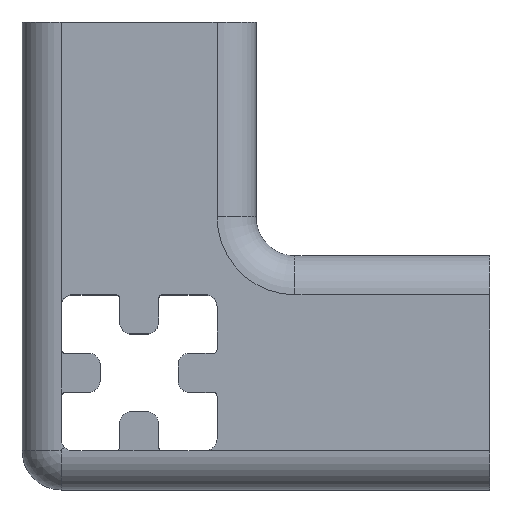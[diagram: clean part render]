
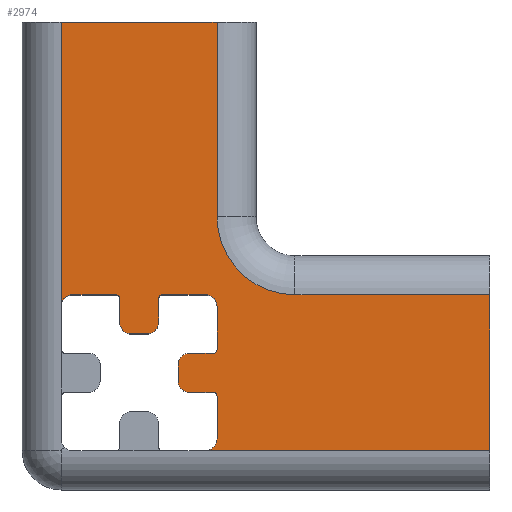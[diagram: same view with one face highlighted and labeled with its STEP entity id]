
A CAD part, top view. The second image highlights one B-rep face of the part: STEP entity #2974.
In plain terms, the highlighted planar face has unit normal (0, 0, 1).
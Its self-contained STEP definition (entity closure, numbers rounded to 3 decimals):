
#99=PLANE('',#3284);
#247=FACE_OUTER_BOUND('',#397,.T.);
#397=EDGE_LOOP('',(#2580,#2581,#2582,#2583,#2584,#2585,#2586,#2587,#2588,
#2589,#2590,#2591,#2592,#2593,#2594,#2595,#2596,#2597,#2598,#2599,#2600,
#2601,#2602,#2603,#2604,#2605,#2606,#2607));
#452=LINE('',#4312,#724);
#457=LINE('',#4327,#729);
#462=LINE('',#4342,#734);
#467=LINE('',#4357,#739);
#536=LINE('',#4565,#808);
#539=LINE('',#4574,#811);
#560=LINE('',#4678,#832);
#563=LINE('',#4685,#835);
#579=LINE('',#4742,#851);
#584=LINE('',#4752,#856);
#590=LINE('',#4767,#862);
#612=LINE('',#4839,#884);
#616=LINE('',#4851,#888);
#625=LINE('',#4870,#897);
#626=LINE('',#4874,#898);
#632=LINE('',#4889,#904);
#724=VECTOR('',#3439,10.);
#729=VECTOR('',#3452,10.);
#734=VECTOR('',#3465,10.);
#739=VECTOR('',#3478,10.);
#808=VECTOR('',#3669,10.);
#811=VECTOR('',#3680,10.);
#832=VECTOR('',#3771,10.);
#835=VECTOR('',#3778,10.);
#851=VECTOR('',#3836,10.);
#856=VECTOR('',#3847,10.);
#862=VECTOR('',#3867,10.);
#884=VECTOR('',#3935,10.);
#888=VECTOR('',#3949,10.);
#897=VECTOR('',#3976,10.);
#898=VECTOR('',#3983,10.);
#904=VECTOR('',#3999,10.);
#970=CIRCLE('',#3041,0.5);
#972=CIRCLE('',#3045,0.5);
#974=CIRCLE('',#3049,0.5);
#976=CIRCLE('',#3053,0.5);
#1007=CIRCLE('',#3115,1.5);
#1008=CIRCLE('',#3118,1.5);
#1011=CIRCLE('',#3123,1.5);
#1027=CIRCLE('',#3152,10.);
#1062=CIRCLE('',#3210,1.5);
#1063=CIRCLE('',#3213,1.5);
#1064=CIRCLE('',#3215,1.5);
#1065=CIRCLE('',#3218,1.5);
#1146=VERTEX_POINT('',#4302);
#1147=VERTEX_POINT('',#4303);
#1150=VERTEX_POINT('',#4311);
#1152=VERTEX_POINT('',#4317);
#1153=VERTEX_POINT('',#4318);
#1156=VERTEX_POINT('',#4326);
#1158=VERTEX_POINT('',#4332);
#1159=VERTEX_POINT('',#4333);
#1162=VERTEX_POINT('',#4341);
#1164=VERTEX_POINT('',#4347);
#1165=VERTEX_POINT('',#4348);
#1168=VERTEX_POINT('',#4356);
#1174=VERTEX_POINT('',#4371);
#1246=VERTEX_POINT('',#4560);
#1247=VERTEX_POINT('',#4567);
#1250=VERTEX_POINT('',#4578);
#1268=VERTEX_POINT('',#4664);
#1270=VERTEX_POINT('',#4668);
#1272=VERTEX_POINT('',#4676);
#1273=VERTEX_POINT('',#4681);
#1294=VERTEX_POINT('',#4740);
#1295=VERTEX_POINT('',#4747);
#1324=VERTEX_POINT('',#4834);
#1325=VERTEX_POINT('',#4838);
#1326=VERTEX_POINT('',#4842);
#1327=VERTEX_POINT('',#4846);
#1328=VERTEX_POINT('',#4850);
#1329=VERTEX_POINT('',#4854);
#1434=EDGE_CURVE('',#1146,#1147,#970,.T.);
#1438=EDGE_CURVE('',#1150,#1147,#452,.T.);
#1441=EDGE_CURVE('',#1152,#1153,#972,.T.);
#1445=EDGE_CURVE('',#1156,#1153,#457,.T.);
#1448=EDGE_CURVE('',#1158,#1159,#974,.T.);
#1452=EDGE_CURVE('',#1162,#1159,#462,.T.);
#1455=EDGE_CURVE('',#1164,#1165,#976,.T.);
#1459=EDGE_CURVE('',#1168,#1165,#467,.T.);
#1555=EDGE_CURVE('',#1246,#1174,#1007,.F.);
#1558=EDGE_CURVE('',#1164,#1246,#536,.T.);
#1559=EDGE_CURVE('',#1162,#1247,#1008,.T.);
#1563=EDGE_CURVE('',#1152,#1247,#539,.T.);
#1565=EDGE_CURVE('',#1250,#1150,#1011,.F.);
#1603=EDGE_CURVE('',#1270,#1268,#1027,.T.);
#1607=EDGE_CURVE('',#1272,#1270,#560,.T.);
#1611=EDGE_CURVE('',#1268,#1273,#563,.T.);
#1640=EDGE_CURVE('',#1294,#1174,#579,.T.);
#1647=EDGE_CURVE('',#1250,#1295,#584,.T.);
#1656=EDGE_CURVE('',#1294,#1273,#590,.T.);
#1693=EDGE_CURVE('',#1168,#1324,#1062,.T.);
#1695=EDGE_CURVE('',#1325,#1324,#612,.T.);
#1697=EDGE_CURVE('',#1325,#1326,#1063,.T.);
#1699=EDGE_CURVE('',#1156,#1327,#1064,.T.);
#1701=EDGE_CURVE('',#1328,#1327,#616,.T.);
#1703=EDGE_CURVE('',#1328,#1329,#1065,.T.);
#1711=EDGE_CURVE('',#1146,#1329,#625,.T.);
#1712=EDGE_CURVE('',#1158,#1326,#626,.T.);
#1720=EDGE_CURVE('',#1272,#1295,#632,.T.);
#2580=ORIENTED_EDGE('',*,*,#1607,.F.);
#2581=ORIENTED_EDGE('',*,*,#1720,.T.);
#2582=ORIENTED_EDGE('',*,*,#1647,.F.);
#2583=ORIENTED_EDGE('',*,*,#1565,.T.);
#2584=ORIENTED_EDGE('',*,*,#1438,.T.);
#2585=ORIENTED_EDGE('',*,*,#1434,.F.);
#2586=ORIENTED_EDGE('',*,*,#1711,.T.);
#2587=ORIENTED_EDGE('',*,*,#1703,.F.);
#2588=ORIENTED_EDGE('',*,*,#1701,.T.);
#2589=ORIENTED_EDGE('',*,*,#1699,.F.);
#2590=ORIENTED_EDGE('',*,*,#1445,.T.);
#2591=ORIENTED_EDGE('',*,*,#1441,.F.);
#2592=ORIENTED_EDGE('',*,*,#1563,.T.);
#2593=ORIENTED_EDGE('',*,*,#1559,.F.);
#2594=ORIENTED_EDGE('',*,*,#1452,.T.);
#2595=ORIENTED_EDGE('',*,*,#1448,.F.);
#2596=ORIENTED_EDGE('',*,*,#1712,.T.);
#2597=ORIENTED_EDGE('',*,*,#1697,.F.);
#2598=ORIENTED_EDGE('',*,*,#1695,.T.);
#2599=ORIENTED_EDGE('',*,*,#1693,.F.);
#2600=ORIENTED_EDGE('',*,*,#1459,.T.);
#2601=ORIENTED_EDGE('',*,*,#1455,.F.);
#2602=ORIENTED_EDGE('',*,*,#1558,.T.);
#2603=ORIENTED_EDGE('',*,*,#1555,.T.);
#2604=ORIENTED_EDGE('',*,*,#1640,.F.);
#2605=ORIENTED_EDGE('',*,*,#1656,.T.);
#2606=ORIENTED_EDGE('',*,*,#1611,.F.);
#2607=ORIENTED_EDGE('',*,*,#1603,.F.);
#2974=ADVANCED_FACE('',(#247),#99,.T.);
#3041=AXIS2_PLACEMENT_3D('',#4304,#3431,#3432);
#3045=AXIS2_PLACEMENT_3D('',#4319,#3444,#3445);
#3049=AXIS2_PLACEMENT_3D('',#4334,#3457,#3458);
#3053=AXIS2_PLACEMENT_3D('',#4349,#3470,#3471);
#3115=AXIS2_PLACEMENT_3D('',#4561,#3663,#3664);
#3118=AXIS2_PLACEMENT_3D('',#4568,#3672,#3673);
#3123=AXIS2_PLACEMENT_3D('',#4579,#3685,#3686);
#3152=AXIS2_PLACEMENT_3D('',#4670,#3761,#3762);
#3210=AXIS2_PLACEMENT_3D('',#4835,#3930,#3931);
#3213=AXIS2_PLACEMENT_3D('',#4843,#3939,#3940);
#3215=AXIS2_PLACEMENT_3D('',#4847,#3944,#3945);
#3218=AXIS2_PLACEMENT_3D('',#4855,#3953,#3954);
#3284=AXIS2_PLACEMENT_3D('',#4997,#4137,#4138);
#3431=DIRECTION('center_axis',(0.,0.,1.));
#3432=DIRECTION('ref_axis',(0.707,0.707,0.));
#3439=DIRECTION('',(1.,0.,0.));
#3444=DIRECTION('center_axis',(0.,0.,1.));
#3445=DIRECTION('ref_axis',(-0.707,0.707,0.));
#3452=DIRECTION('',(0.,1.,0.));
#3457=DIRECTION('center_axis',(0.,0.,1.));
#3458=DIRECTION('ref_axis',(0.707,-0.707,0.));
#3465=DIRECTION('',(0.,-1.,0.));
#3470=DIRECTION('center_axis',(0.,0.,1.));
#3471=DIRECTION('ref_axis',(0.707,0.707,0.));
#3478=DIRECTION('',(1.,0.,0.));
#3663=DIRECTION('center_axis',(0.,0.,1.));
#3664=DIRECTION('ref_axis',(0.707,-0.707,0.));
#3669=DIRECTION('',(0.,-1.,0.));
#3672=DIRECTION('center_axis',(0.,0.,1.));
#3673=DIRECTION('ref_axis',(0.707,0.707,0.));
#3680=DIRECTION('',(1.,0.,0.));
#3685=DIRECTION('center_axis',(0.,0.,1.));
#3686=DIRECTION('ref_axis',(-0.707,0.707,0.));
#3761=DIRECTION('center_axis',(0.,0.,1.));
#3762=DIRECTION('ref_axis',(-0.707,-0.707,0.));
#3771=DIRECTION('',(0.,-1.,0.));
#3778=DIRECTION('',(1.,0.,0.));
#3836=DIRECTION('',(-1.,0.,0.));
#3847=DIRECTION('',(0.,1.,0.));
#3867=DIRECTION('',(0.,1.,0.));
#3930=DIRECTION('center_axis',(0.,0.,-1.));
#3931=DIRECTION('ref_axis',(-0.707,-0.707,0.));
#3935=DIRECTION('',(0.,-1.,0.));
#3939=DIRECTION('center_axis',(0.,0.,-1.));
#3940=DIRECTION('ref_axis',(-0.707,0.707,0.));
#3944=DIRECTION('center_axis',(0.,0.,-1.));
#3945=DIRECTION('ref_axis',(0.707,-0.707,0.));
#3949=DIRECTION('',(1.,0.,0.));
#3953=DIRECTION('center_axis',(0.,0.,-1.));
#3954=DIRECTION('ref_axis',(-0.707,-0.707,0.));
#3976=DIRECTION('',(0.,-1.,0.));
#3983=DIRECTION('',(-1.,0.,0.));
#3999=DIRECTION('',(-1.,0.,0.));
#4137=DIRECTION('center_axis',(0.,0.,1.));
#4138=DIRECTION('ref_axis',(1.,0.,0.));
#4302=CARTESIAN_POINT('',(-17.5,-5.5,15.));
#4303=CARTESIAN_POINT('',(-18.,-5.,15.));
#4304=CARTESIAN_POINT('Origin',(-18.,-5.5,15.));
#4311=CARTESIAN_POINT('',(-23.5,-5.,15.));
#4312=CARTESIAN_POINT('',(-12.5,-5.,15.));
#4317=CARTESIAN_POINT('',(-12.,-5.,15.));
#4318=CARTESIAN_POINT('',(-12.5,-5.5,15.));
#4319=CARTESIAN_POINT('Origin',(-12.,-5.5,15.));
#4326=CARTESIAN_POINT('',(-12.5,-8.5,15.));
#4327=CARTESIAN_POINT('',(-12.5,-5.,15.));
#4332=CARTESIAN_POINT('',(-5.5,-12.5,15.));
#4333=CARTESIAN_POINT('',(-5.,-12.,15.));
#4334=CARTESIAN_POINT('Origin',(-5.5,-12.,15.));
#4341=CARTESIAN_POINT('',(-5.,-6.5,15.));
#4342=CARTESIAN_POINT('',(-5.,-2.5,15.));
#4347=CARTESIAN_POINT('',(-5.,-18.,15.));
#4348=CARTESIAN_POINT('',(-5.5,-17.5,15.));
#4349=CARTESIAN_POINT('Origin',(-5.5,-18.,15.));
#4356=CARTESIAN_POINT('',(-8.5,-17.5,15.));
#4357=CARTESIAN_POINT('',(-5.,-17.5,15.));
#4371=CARTESIAN_POINT('',(-6.5,-25.,15.));
#4560=CARTESIAN_POINT('',(-5.,-23.5,15.));
#4561=CARTESIAN_POINT('Origin',(-6.5,-23.5,15.));
#4565=CARTESIAN_POINT('',(-5.,-8.75,15.));
#4567=CARTESIAN_POINT('',(-6.5,-5.,15.));
#4568=CARTESIAN_POINT('Origin',(-6.5,-6.5,15.));
#4574=CARTESIAN_POINT('',(-6.25,-5.,15.));
#4578=CARTESIAN_POINT('',(-25.,-6.5,15.));
#4579=CARTESIAN_POINT('Origin',(-23.5,-6.5,15.));
#4664=CARTESIAN_POINT('',(5.,-5.,15.));
#4668=CARTESIAN_POINT('',(-5.,5.,15.));
#4670=CARTESIAN_POINT('Origin',(5.,5.,15.));
#4676=CARTESIAN_POINT('',(-5.,30.,15.));
#4678=CARTESIAN_POINT('',(-5.,0.,15.));
#4681=CARTESIAN_POINT('',(30.,-5.,15.));
#4685=CARTESIAN_POINT('',(15.,-5.,15.));
#4740=CARTESIAN_POINT('',(30.,-25.,15.));
#4742=CARTESIAN_POINT('',(-2.5,-25.,15.));
#4747=CARTESIAN_POINT('',(-25.,30.,15.));
#4752=CARTESIAN_POINT('',(-25.,-6.25,15.));
#4767=CARTESIAN_POINT('',(30.,-30.,15.));
#4834=CARTESIAN_POINT('',(-10.,-16.,15.));
#4835=CARTESIAN_POINT('Origin',(-8.5,-16.,15.));
#4838=CARTESIAN_POINT('',(-10.,-14.,15.));
#4839=CARTESIAN_POINT('',(-10.,-6.25,15.));
#4842=CARTESIAN_POINT('',(-8.5,-12.5,15.));
#4843=CARTESIAN_POINT('Origin',(-8.5,-14.,15.));
#4846=CARTESIAN_POINT('',(-14.,-10.,15.));
#4847=CARTESIAN_POINT('Origin',(-14.,-8.5,15.));
#4850=CARTESIAN_POINT('',(-16.,-10.,15.));
#4851=CARTESIAN_POINT('',(-8.75,-10.,15.));
#4854=CARTESIAN_POINT('',(-17.5,-8.5,15.));
#4855=CARTESIAN_POINT('Origin',(-16.,-8.5,15.));
#4870=CARTESIAN_POINT('',(-17.5,-2.5,15.));
#4874=CARTESIAN_POINT('',(-2.5,-12.5,15.));
#4889=CARTESIAN_POINT('',(0.,30.,15.));
#4997=CARTESIAN_POINT('Origin',(0.,0.,
15.));
